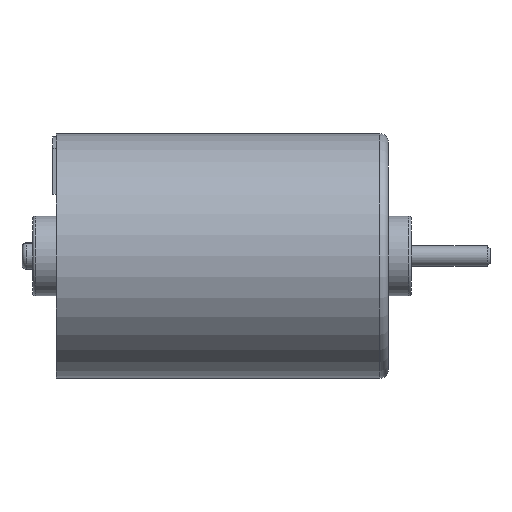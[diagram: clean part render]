
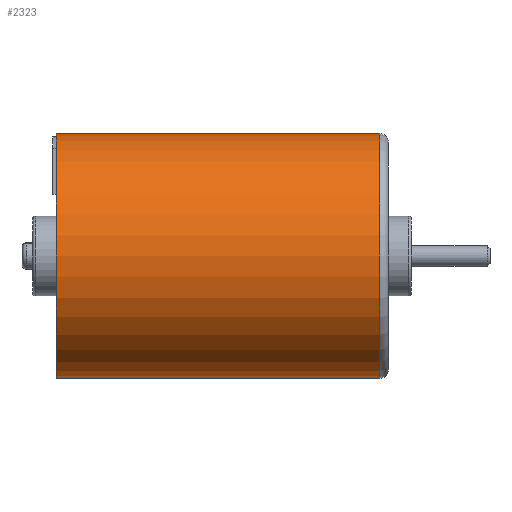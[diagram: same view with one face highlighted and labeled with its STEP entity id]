
A CAD part, front view. The second image highlights one B-rep face of the part: STEP entity #2323.
In plain terms, the highlighted cylindrical face has radius 13.85 mm (diameter 27.7 mm), a partial arc.
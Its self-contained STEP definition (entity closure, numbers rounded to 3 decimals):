
#110 = VERTEX_POINT ( 'NONE', #1058 ) ;
#143 = DIRECTION ( 'NONE',  ( -1., 0., 0. ) ) ;
#150 = CARTESIAN_POINT ( 'NONE',  ( -18.8, 0., -13.85 ) ) ;
#616 = VERTEX_POINT ( 'NONE', #4103 ) ;
#770 = DIRECTION ( 'NONE',  ( 0., 0., 1. ) ) ;
#821 = CARTESIAN_POINT ( 'NONE',  ( -18.8, 0., 0. ) ) ;
#829 = ORIENTED_EDGE ( 'NONE', *, *, #2107, .T. ) ;
#897 = DIRECTION ( 'NONE',  ( -1., 0., 0. ) ) ;
#1058 = CARTESIAN_POINT ( 'NONE',  ( 17.8, 0., 13.85 ) ) ;
#1064 = CARTESIAN_POINT ( 'NONE',  ( -18.8, 0., -13.85 ) ) ;
#1286 = CIRCLE ( 'NONE', #3311, 13.85 ) ;
#1596 = VERTEX_POINT ( 'NONE', #150 ) ;
#1759 = LINE ( 'NONE', #4585, #3451 ) ;
#1762 = DIRECTION ( 'NONE',  ( 0., 0., 1. ) ) ;
#1764 = AXIS2_PLACEMENT_3D ( 'NONE', #821, #4617, #770 ) ;
#2107 = EDGE_CURVE ( 'NONE', #5384, #110, #1286, .T. ) ;
#2323 = ADVANCED_FACE ( 'NONE', ( #3390 ), #4116, .T. ) ;
#2582 = VECTOR ( 'NONE', #143, 1000. ) ;
#2585 = LINE ( 'NONE', #1064, #2582 ) ;
#2887 = AXIS2_PLACEMENT_3D ( 'NONE', #5066, #4531, #3289 ) ;
#3098 = CARTESIAN_POINT ( 'NONE',  ( 17.8, 0., 0. ) ) ;
#3169 = ORIENTED_EDGE ( 'NONE', *, *, #4849, .F. ) ;
#3197 = ORIENTED_EDGE ( 'NONE', *, *, #5034, .F. ) ;
#3289 = DIRECTION ( 'NONE',  ( 0., 0., 1. ) ) ;
#3311 = AXIS2_PLACEMENT_3D ( 'NONE', #3098, #4746, #1762 ) ;
#3390 = FACE_OUTER_BOUND ( 'NONE', #4530, .T. ) ;
#3451 = VECTOR ( 'NONE', #897, 1000. ) ;
#3487 = ORIENTED_EDGE ( 'NONE', *, *, #3658, .T. ) ;
#3658 = EDGE_CURVE ( 'NONE', #110, #616, #1759, .T. ) ;
#4005 = CARTESIAN_POINT ( 'NONE',  ( 17.8, 0., -13.85 ) ) ;
#4103 = CARTESIAN_POINT ( 'NONE',  ( -18.8, 0., 13.85 ) ) ;
#4116 = CYLINDRICAL_SURFACE ( 'NONE', #2887, 13.85 ) ;
#4530 = EDGE_LOOP ( 'NONE', ( #3197, #829, #3487, #3169 ) ) ;
#4531 = DIRECTION ( 'NONE',  ( -1., 0., 0. ) ) ;
#4585 = CARTESIAN_POINT ( 'NONE',  ( -18.8, 0., 13.85 ) ) ;
#4617 = DIRECTION ( 'NONE',  ( -1., 0., 0. ) ) ;
#4746 = DIRECTION ( 'NONE',  ( -1., 0., 0. ) ) ;
#4849 = EDGE_CURVE ( 'NONE', #1596, #616, #5266, .T. ) ;
#5034 = EDGE_CURVE ( 'NONE', #5384, #1596, #2585, .T. ) ;
#5066 = CARTESIAN_POINT ( 'NONE',  ( -18.8, 0., 0. ) ) ;
#5266 = CIRCLE ( 'NONE', #1764, 13.85 ) ;
#5384 = VERTEX_POINT ( 'NONE', #4005 ) ;
